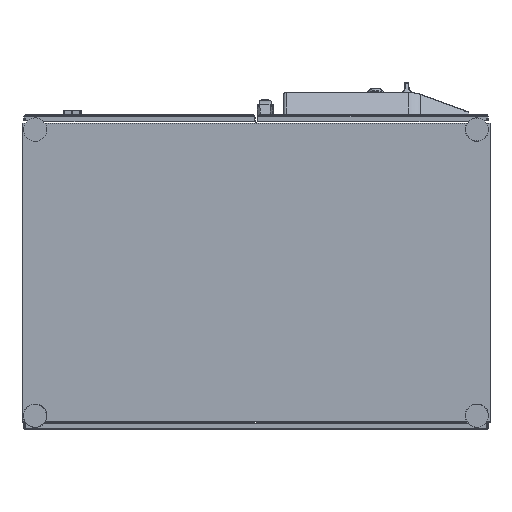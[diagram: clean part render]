
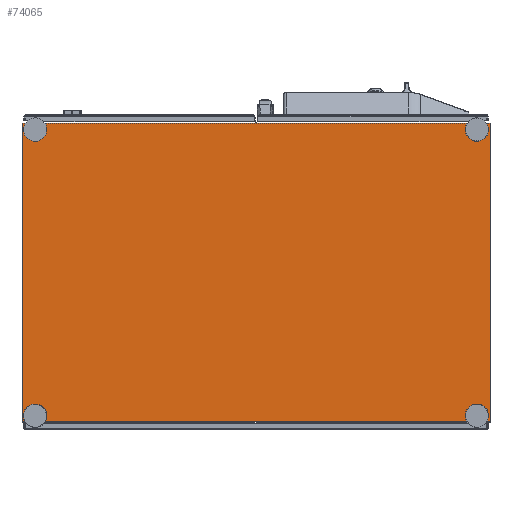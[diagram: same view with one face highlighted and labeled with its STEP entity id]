
A CAD part, front view. The second image highlights one B-rep face of the part: STEP entity #74065.
In plain terms, the highlighted planar face has unit normal (0, -1, 0).
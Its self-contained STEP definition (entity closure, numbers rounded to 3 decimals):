
#233 = VERTEX_POINT ( 'NONE', #9557 ) ;
#390 = CARTESIAN_POINT ( 'NONE',  ( 567.5, -809., -367.555 ) ) ;
#586 = ORIENTED_EDGE ( 'NONE', *, *, #55293, .F. ) ;
#3147 = VERTEX_POINT ( 'NONE', #66694 ) ;
#3625 = CIRCLE ( 'NONE', #75000, 6. ) ;
#3875 = AXIS2_PLACEMENT_3D ( 'NONE', #15532, #56081, #62135 ) ;
#5653 = EDGE_CURVE ( 'NONE', #11849, #11849, #36490, .T. ) ;
#6302 = VECTOR ( 'NONE', #24407, 1000. ) ;
#6321 = VECTOR ( 'NONE', #71075, 1000. ) ;
#8233 = CARTESIAN_POINT ( 'NONE',  ( -601., -809., -381.805 ) ) ;
#9557 = CARTESIAN_POINT ( 'NONE',  ( -601., -809., 383.695 ) ) ;
#10090 = LINE ( 'NONE', #73785, #46853 ) ;
#11849 = VERTEX_POINT ( 'NONE', #64140 ) ;
#13494 = EDGE_LOOP ( 'NONE', ( #73410 ) ) ;
#13811 = CARTESIAN_POINT ( 'NONE',  ( -567.5, -809., 367.445 ) ) ;
#14526 = LINE ( 'NONE', #25213, #50558 ) ;
#15022 = DIRECTION ( 'NONE',  ( -1., 0., 0. ) ) ;
#15532 = CARTESIAN_POINT ( 'NONE',  ( -567.5, -809., -367.555 ) ) ;
#15782 = FACE_BOUND ( 'NONE', #26331, .T. ) ;
#16298 = ORIENTED_EDGE ( 'NONE', *, *, #33644, .T. ) ;
#16424 = VECTOR ( 'NONE', #69207, 1000. ) ;
#17281 = ORIENTED_EDGE ( 'NONE', *, *, #28518, .F. ) ;
#17538 = EDGE_LOOP ( 'NONE', ( #18288 ) ) ;
#18288 = ORIENTED_EDGE ( 'NONE', *, *, #49118, .T. ) ;
#18367 = DIRECTION ( 'NONE',  ( 0., -1., 0. ) ) ;
#20019 = CARTESIAN_POINT ( 'NONE',  ( -601., -809., 383.695 ) ) ;
#20945 = EDGE_CURVE ( 'NONE', #3147, #64161, #10090, .T. ) ;
#22623 = CARTESIAN_POINT ( 'NONE',  ( -601., -809., -381.805 ) ) ;
#23108 = AXIS2_PLACEMENT_3D ( 'NONE', #390, #69727, #70453 ) ;
#23330 = AXIS2_PLACEMENT_3D ( 'NONE', #49499, #27155, #15022 ) ;
#24407 = DIRECTION ( 'NONE',  ( 0., 0., 1. ) ) ;
#24491 = DIRECTION ( 'NONE',  ( 0., 0., -1. ) ) ;
#25213 = CARTESIAN_POINT ( 'NONE',  ( -584., -809., -381.805 ) ) ;
#25550 = CIRCLE ( 'NONE', #23108, 6. ) ;
#25726 = DIRECTION ( 'NONE',  ( 1., 0., 0. ) ) ;
#25878 = CARTESIAN_POINT ( 'NONE',  ( -567.5, -809., 361.445 ) ) ;
#26331 = EDGE_LOOP ( 'NONE', ( #62890 ) ) ;
#26477 = CARTESIAN_POINT ( 'NONE',  ( -584., -809., -381.805 ) ) ;
#26692 = CIRCLE ( 'NONE', #72674, 6. ) ;
#27155 = DIRECTION ( 'NONE',  ( 0., 1., 0. ) ) ;
#28377 = VERTEX_POINT ( 'NONE', #54440 ) ;
#28518 = EDGE_CURVE ( 'NONE', #64161, #43031, #73773, .T. ) ;
#29590 = DIRECTION ( 'NONE',  ( 0., 1., 0. ) ) ;
#30106 = DIRECTION ( 'NONE',  ( -1., 0., 0. ) ) ;
#31161 = LINE ( 'NONE', #64532, #6302 ) ;
#31355 = LINE ( 'NONE', #20019, #66001 ) ;
#31632 = EDGE_LOOP ( 'NONE', ( #71680 ) ) ;
#31888 = VERTEX_POINT ( 'NONE', #25878 ) ;
#32634 = CARTESIAN_POINT ( 'NONE',  ( 561.5, -809., 367.445 ) ) ;
#33644 = EDGE_CURVE ( 'NONE', #3147, #28377, #59361, .T. ) ;
#36361 = CARTESIAN_POINT ( 'NONE',  ( 567.5, -809., 367.445 ) ) ;
#36425 = EDGE_CURVE ( 'NONE', #233, #28377, #31355, .T. ) ;
#36490 = CIRCLE ( 'NONE', #3875, 6. ) ;
#38540 = FACE_BOUND ( 'NONE', #17538, .T. ) ;
#38634 = EDGE_CURVE ( 'NONE', #60697, #60697, #3625, .T. ) ;
#38921 = FACE_BOUND ( 'NONE', #31632, .T. ) ;
#39121 = EDGE_CURVE ( 'NONE', #31888, #31888, #26692, .T. ) ;
#41944 = CARTESIAN_POINT ( 'NONE',  ( 601., -809., 383.695 ) ) ;
#43031 = VERTEX_POINT ( 'NONE', #26477 ) ;
#44836 = CARTESIAN_POINT ( 'NONE',  ( 584., -809., -381.805 ) ) ;
#45937 = ORIENTED_EDGE ( 'NONE', *, *, #36425, .F. ) ;
#46853 = VECTOR ( 'NONE', #56326, 1000. ) ;
#48105 = DIRECTION ( 'NONE',  ( -1., 0., 0. ) ) ;
#48484 = VERTEX_POINT ( 'NONE', #55282 ) ;
#49118 = EDGE_CURVE ( 'NONE', #48484, #48484, #25550, .T. ) ;
#49129 = FACE_BOUND ( 'NONE', #13494, .T. ) ;
#49499 = CARTESIAN_POINT ( 'NONE',  ( 584., -809., 383.695 ) ) ;
#50558 = VECTOR ( 'NONE', #30106, 1000. ) ;
#54440 = CARTESIAN_POINT ( 'NONE',  ( 601., -809., 383.695 ) ) ;
#55282 = CARTESIAN_POINT ( 'NONE',  ( 561.5, -809., -367.555 ) ) ;
#55293 = EDGE_CURVE ( 'NONE', #43031, #65473, #14526, .T. ) ;
#56081 = DIRECTION ( 'NONE',  ( 0., 1., 0. ) ) ;
#56326 = DIRECTION ( 'NONE',  ( -1., 0., 0. ) ) ;
#59361 = LINE ( 'NONE', #41944, #6321 ) ;
#60697 = VERTEX_POINT ( 'NONE', #32634 ) ;
#60905 = PLANE ( 'NONE',  #23330 ) ;
#61647 = FACE_OUTER_BOUND ( 'NONE', #69490, .T. ) ;
#62135 = DIRECTION ( 'NONE',  ( -1., 0., 0. ) ) ;
#62890 = ORIENTED_EDGE ( 'NONE', *, *, #39121, .F. ) ;
#64140 = CARTESIAN_POINT ( 'NONE',  ( -573.5, -809., -367.555 ) ) ;
#64161 = VERTEX_POINT ( 'NONE', #44836 ) ;
#64532 = CARTESIAN_POINT ( 'NONE',  ( -601., -809., 383.695 ) ) ;
#65473 = VERTEX_POINT ( 'NONE', #8233 ) ;
#66001 = VECTOR ( 'NONE', #25726, 1000. ) ;
#66190 = ORIENTED_EDGE ( 'NONE', *, *, #69769, .F. ) ;
#66694 = CARTESIAN_POINT ( 'NONE',  ( 601., -809., -381.805 ) ) ;
#69207 = DIRECTION ( 'NONE',  ( -1., 0., 0. ) ) ;
#69490 = EDGE_LOOP ( 'NONE', ( #586, #17281, #69794, #16298, #45937, #66190 ) ) ;
#69727 = DIRECTION ( 'NONE',  ( 0., 1., 0. ) ) ;
#69769 = EDGE_CURVE ( 'NONE', #65473, #233, #31161, .T. ) ;
#69794 = ORIENTED_EDGE ( 'NONE', *, *, #20945, .F. ) ;
#70453 = DIRECTION ( 'NONE',  ( -1., 0., 0. ) ) ;
#71075 = DIRECTION ( 'NONE',  ( 0., 0., 1. ) ) ;
#71680 = ORIENTED_EDGE ( 'NONE', *, *, #38634, .T. ) ;
#72674 = AXIS2_PLACEMENT_3D ( 'NONE', #13811, #18367, #24491 ) ;
#73410 = ORIENTED_EDGE ( 'NONE', *, *, #5653, .T. ) ;
#73773 = LINE ( 'NONE', #22623, #16424 ) ;
#73785 = CARTESIAN_POINT ( 'NONE',  ( 584., -809., -381.805 ) ) ;
#74065 = ADVANCED_FACE ( 'NONE', ( #61647, #15782, #38921, #49129, #38540 ), #60905, .F. ) ;
#75000 = AXIS2_PLACEMENT_3D ( 'NONE', #36361, #29590, #48105 ) ;
